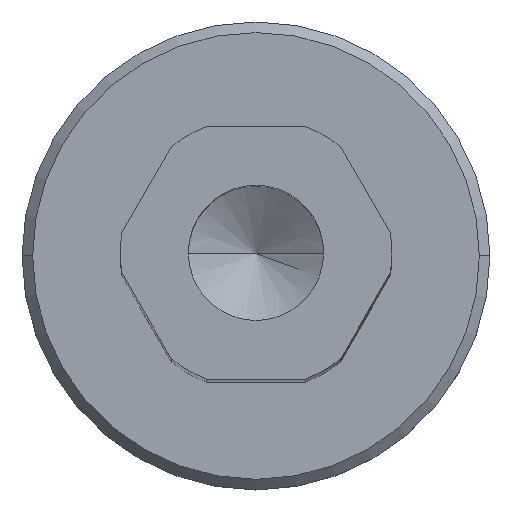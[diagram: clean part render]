
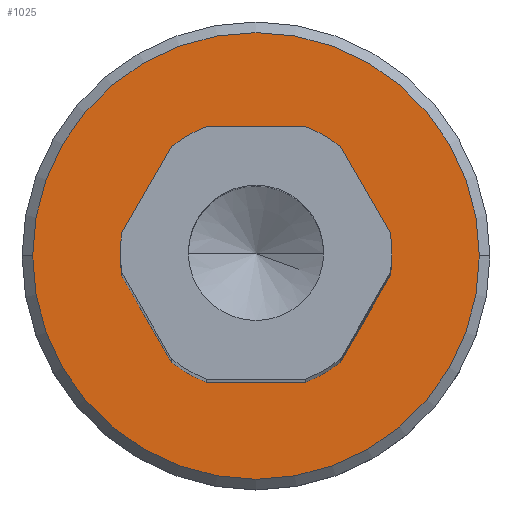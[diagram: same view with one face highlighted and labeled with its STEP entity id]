
A CAD part, top view. The second image highlights one B-rep face of the part: STEP entity #1025.
In plain terms, the highlighted planar face has unit normal (0, 0, 1).
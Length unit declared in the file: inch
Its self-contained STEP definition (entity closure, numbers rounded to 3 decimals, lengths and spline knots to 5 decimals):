
#19 = DIRECTION ( 'NONE',  ( -1., 0., 0. ) ) ;
#29 = DIRECTION ( 'NONE',  ( -0.5, -0.866, 0. ) ) ;
#39 = VERTEX_POINT ( 'NONE', #1052 ) ;
#46 = VERTEX_POINT ( 'NONE', #223 ) ;
#57 = DIRECTION ( 'NONE',  ( -1., 0., 0. ) ) ;
#63 = CARTESIAN_POINT ( 'NONE',  ( 0.19938, -0.02966, 0.625 ) ) ;
#79 = CIRCLE ( 'NONE', #1150, 0.33175 ) ;
#94 = CARTESIAN_POINT ( 'NONE',  ( 0.12538, -0.15784, 0.625 ) ) ;
#101 = LINE ( 'NONE', #209, #560 ) ;
#104 = EDGE_CURVE ( 'NONE', #39, #232, #79, .T. ) ;
#110 = CARTESIAN_POINT ( 'NONE',  ( 0., 0.1875, 0.625 ) ) ;
#152 = CARTESIAN_POINT ( 'NONE',  ( 0.33175, 0., 0.625 ) ) ;
#156 = DIRECTION ( 'NONE',  ( 0., 0., 1. ) ) ;
#173 = DIRECTION ( 'NONE',  ( 0., 0., 1. ) ) ;
#177 = EDGE_CURVE ( 'NONE', #307, #766, #321, .T. ) ;
#197 = CARTESIAN_POINT ( 'NONE',  ( 0., 0., 0.625 ) ) ;
#209 = CARTESIAN_POINT ( 'NONE',  ( -0.12538, -0.15784, 0.625 ) ) ;
#220 = ORIENTED_EDGE ( 'NONE', *, *, #1240, .F. ) ;
#223 = CARTESIAN_POINT ( 'NONE',  ( 0.12538, 0.15784, 0.625 ) ) ;
#225 = ORIENTED_EDGE ( 'NONE', *, *, #543, .T. ) ;
#232 = VERTEX_POINT ( 'NONE', #152 ) ;
#237 = EDGE_CURVE ( 'NONE', #766, #451, #1127, .T. ) ;
#249 = DIRECTION ( 'NONE',  ( 0., 0., 1. ) ) ;
#273 = VERTEX_POINT ( 'NONE', #390 ) ;
#284 = CARTESIAN_POINT ( 'NONE',  ( 0.20157, 0., 0.625 ) ) ;
#299 = DIRECTION ( 'NONE',  ( 0.5, 0.866, 0. ) ) ;
#300 = AXIS2_PLACEMENT_3D ( 'NONE', #197, #924, #617 ) ;
#306 = LINE ( 'NONE', #608, #421 ) ;
#307 = VERTEX_POINT ( 'NONE', #63 ) ;
#321 = CIRCLE ( 'NONE', #794, 0.20157 ) ;
#325 = VECTOR ( 'NONE', #299, 39.37008 ) ;
#354 = CIRCLE ( 'NONE', #1102, 0.20157 ) ;
#356 = VECTOR ( 'NONE', #1182, 39.37008 ) ;
#366 = DIRECTION ( 'NONE',  ( 1., 0., 0. ) ) ;
#368 = DIRECTION ( 'NONE',  ( 0., 0., 1. ) ) ;
#372 = ORIENTED_EDGE ( 'NONE', *, *, #177, .F. ) ;
#375 = AXIS2_PLACEMENT_3D ( 'NONE', #993, #368, #981 ) ;
#388 = CARTESIAN_POINT ( 'NONE',  ( 0.074, 0.1875, 0.625 ) ) ;
#390 = CARTESIAN_POINT ( 'NONE',  ( -0.074, -0.1875, 0.625 ) ) ;
#421 = VECTOR ( 'NONE', #715, 39.37008 ) ;
#428 = ORIENTED_EDGE ( 'NONE', *, *, #237, .F. ) ;
#451 = VERTEX_POINT ( 'NONE', #824 ) ;
#452 = FACE_OUTER_BOUND ( 'NONE', #997, .T. ) ;
#457 = CARTESIAN_POINT ( 'NONE',  ( 0.12538, 0.15784, 0.625 ) ) ;
#460 = VERTEX_POINT ( 'NONE', #94 ) ;
#477 = VERTEX_POINT ( 'NONE', #952 ) ;
#513 = CARTESIAN_POINT ( 'NONE',  ( 0.19938, -0.02966, 0.625 ) ) ;
#519 = DIRECTION ( 'NONE',  ( 1., 0., 0. ) ) ;
#540 = DIRECTION ( 'NONE',  ( 0., 0., 1. ) ) ;
#542 = ORIENTED_EDGE ( 'NONE', *, *, #1067, .T. ) ;
#543 = EDGE_CURVE ( 'NONE', #477, #1308, #885, .T. ) ;
#546 = LINE ( 'NONE', #457, #557 ) ;
#555 = AXIS2_PLACEMENT_3D ( 'NONE', #565, #958, #1187 ) ;
#557 = VECTOR ( 'NONE', #875, 39.37008 ) ;
#558 = EDGE_CURVE ( 'NONE', #307, #460, #1035, .T. ) ;
#560 = VECTOR ( 'NONE', #822, 39.37008 ) ;
#561 = PLANE ( 'NONE',  #1166 ) ;
#565 = CARTESIAN_POINT ( 'NONE',  ( 0., 0., 0.625 ) ) ;
#588 = DIRECTION ( 'NONE',  ( 1., 0., 0. ) ) ;
#597 = ORIENTED_EDGE ( 'NONE', *, *, #883, .T. ) ;
#606 = ORIENTED_EDGE ( 'NONE', *, *, #1122, .F. ) ;
#608 = CARTESIAN_POINT ( 'NONE',  ( 0., -0.1875, 0.625 ) ) ;
#616 = EDGE_CURVE ( 'NONE', #46, #451, #546, .T. ) ;
#617 = DIRECTION ( 'NONE',  ( 1., 0., 0. ) ) ;
#656 = CARTESIAN_POINT ( 'NONE',  ( -0.12538, 0.15784, 0.625 ) ) ;
#660 = AXIS2_PLACEMENT_3D ( 'NONE', #1114, #173, #588 ) ;
#661 = ORIENTED_EDGE ( 'NONE', *, *, #558, .T. ) ;
#665 = CARTESIAN_POINT ( 'NONE',  ( 0., 0., 0.625 ) ) ;
#669 = CARTESIAN_POINT ( 'NONE',  ( 0., 0., 0.625 ) ) ;
#678 = ORIENTED_EDGE ( 'NONE', *, *, #1108, .F. ) ;
#699 = ORIENTED_EDGE ( 'NONE', *, *, #1002, .F. ) ;
#713 = CARTESIAN_POINT ( 'NONE',  ( 0., 0., 0.625 ) ) ;
#715 = DIRECTION ( 'NONE',  ( -1., 0., 0. ) ) ;
#720 = CARTESIAN_POINT ( 'NONE',  ( -0.19938, 0.02966, 0.625 ) ) ;
#740 = ORIENTED_EDGE ( 'NONE', *, *, #104, .T. ) ;
#745 = CARTESIAN_POINT ( 'NONE',  ( -0.074, 0.1875, 0.625 ) ) ;
#758 = LINE ( 'NONE', #110, #356 ) ;
#759 = VERTEX_POINT ( 'NONE', #388 ) ;
#760 = DIRECTION ( 'NONE',  ( 0., 0., 1. ) ) ;
#766 = VERTEX_POINT ( 'NONE', #284 ) ;
#773 = AXIS2_PLACEMENT_3D ( 'NONE', #713, #540, #519 ) ;
#784 = DIRECTION ( 'NONE',  ( 0., 0., 1. ) ) ;
#794 = AXIS2_PLACEMENT_3D ( 'NONE', #665, #857, #366 ) ;
#815 = EDGE_CURVE ( 'NONE', #1341, #477, #101, .T. ) ;
#822 = DIRECTION ( 'NONE',  ( -0.5, 0.866, 0. ) ) ;
#824 = CARTESIAN_POINT ( 'NONE',  ( 0.19938, 0.02966, 0.625 ) ) ;
#835 = CARTESIAN_POINT ( 'NONE',  ( -0.10825, 0.1875, 0.625 ) ) ;
#847 = CARTESIAN_POINT ( 'NONE',  ( 0., 0., 0.625 ) ) ;
#857 = DIRECTION ( 'NONE',  ( 0., 0., 1. ) ) ;
#875 = DIRECTION ( 'NONE',  ( 0.5, -0.866, 0. ) ) ;
#877 = CARTESIAN_POINT ( 'NONE',  ( 0., 0., 0.625 ) ) ;
#883 = EDGE_CURVE ( 'NONE', #1308, #1029, #1251, .T. ) ;
#885 = CIRCLE ( 'NONE', #300, 0.20157 ) ;
#922 = CARTESIAN_POINT ( 'NONE',  ( -0.12538, -0.15784, 0.625 ) ) ;
#924 = DIRECTION ( 'NONE',  ( 0., 0., -1. ) ) ;
#941 = AXIS2_PLACEMENT_3D ( 'NONE', #669, #156, #19 ) ;
#944 = EDGE_CURVE ( 'NONE', #1239, #273, #306, .T. ) ;
#952 = CARTESIAN_POINT ( 'NONE',  ( -0.19938, -0.02966, 0.625 ) ) ;
#958 = DIRECTION ( 'NONE',  ( 0., 0., 1. ) ) ;
#981 = DIRECTION ( 'NONE',  ( 1., 0., 0. ) ) ;
#993 = CARTESIAN_POINT ( 'NONE',  ( 0., 0., 0.625 ) ) ;
#997 = EDGE_LOOP ( 'NONE', ( #740, #542 ) ) ;
#1002 = EDGE_CURVE ( 'NONE', #46, #759, #354, .T. ) ;
#1025 = ADVANCED_FACE ( 'NONE', ( #452, #1303 ), #561, .T. ) ;
#1029 = VERTEX_POINT ( 'NONE', #656 ) ;
#1035 = LINE ( 'NONE', #513, #1062 ) ;
#1052 = CARTESIAN_POINT ( 'NONE',  ( -0.33175, 0., 0.625 ) ) ;
#1053 = VERTEX_POINT ( 'NONE', #745 ) ;
#1055 = CIRCLE ( 'NONE', #941, 0.33175 ) ;
#1062 = VECTOR ( 'NONE', #29, 39.37008 ) ;
#1067 = EDGE_CURVE ( 'NONE', #232, #39, #1055, .T. ) ;
#1080 = CIRCLE ( 'NONE', #660, 0.20157 ) ;
#1102 = AXIS2_PLACEMENT_3D ( 'NONE', #847, #760, #1275 ) ;
#1108 = EDGE_CURVE ( 'NONE', #1341, #273, #1236, .T. ) ;
#1114 = CARTESIAN_POINT ( 'NONE',  ( 0., 0., 0.625 ) ) ;
#1122 = EDGE_CURVE ( 'NONE', #1053, #1029, #1080, .T. ) ;
#1127 = CIRCLE ( 'NONE', #555, 0.20157 ) ;
#1150 = AXIS2_PLACEMENT_3D ( 'NONE', #877, #784, #57 ) ;
#1166 = AXIS2_PLACEMENT_3D ( 'NONE', #1191, #249, #1184 ) ;
#1171 = CARTESIAN_POINT ( 'NONE',  ( 0.074, -0.1875, 0.625 ) ) ;
#1182 = DIRECTION ( 'NONE',  ( 1., 0., 0. ) ) ;
#1184 = DIRECTION ( 'NONE',  ( 1., 0., 0. ) ) ;
#1187 = DIRECTION ( 'NONE',  ( 1., 0., 0. ) ) ;
#1191 = CARTESIAN_POINT ( 'NONE',  ( 0., 0., 0.625 ) ) ;
#1209 = ORIENTED_EDGE ( 'NONE', *, *, #944, .T. ) ;
#1223 = ORIENTED_EDGE ( 'NONE', *, *, #1316, .T. ) ;
#1236 = CIRCLE ( 'NONE', #375, 0.20157 ) ;
#1239 = VERTEX_POINT ( 'NONE', #1171 ) ;
#1240 = EDGE_CURVE ( 'NONE', #1239, #460, #1305, .T. ) ;
#1251 = LINE ( 'NONE', #835, #325 ) ;
#1254 = ORIENTED_EDGE ( 'NONE', *, *, #616, .T. ) ;
#1275 = DIRECTION ( 'NONE',  ( 1., 0., 0. ) ) ;
#1303 = FACE_BOUND ( 'NONE', #1342, .T. ) ;
#1305 = CIRCLE ( 'NONE', #773, 0.20157 ) ;
#1308 = VERTEX_POINT ( 'NONE', #720 ) ;
#1316 = EDGE_CURVE ( 'NONE', #1053, #759, #758, .T. ) ;
#1341 = VERTEX_POINT ( 'NONE', #922 ) ;
#1342 = EDGE_LOOP ( 'NONE', ( #606, #1223, #699, #1254, #428, #372, #661, #220, #1209, #678, #1348, #225, #597 ) ) ;
#1348 = ORIENTED_EDGE ( 'NONE', *, *, #815, .T. ) ;
